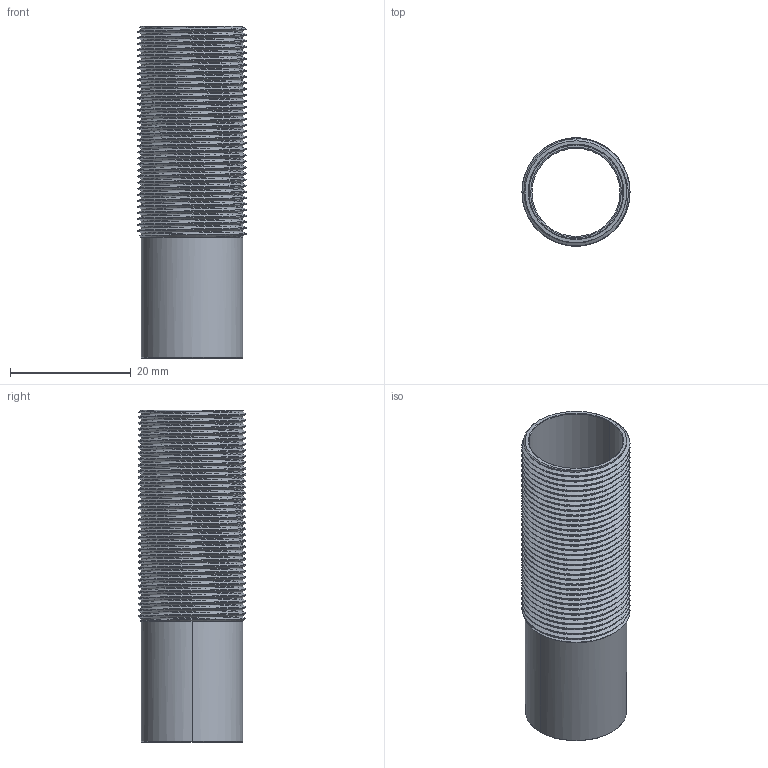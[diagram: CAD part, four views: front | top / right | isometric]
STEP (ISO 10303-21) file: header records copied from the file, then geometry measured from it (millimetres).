
FILE_DESCRIPTION (( 'STEP AP214' ), '1' );
FILE_NAME ('PXUS-184003E3_3D.step', '2023-04-18T15:56:03', ( '' ), ( '' ), 'SwSTEP 2.0', 'SolidWorks 2022', '' );
FILE_SCHEMA (( 'AUTOMOTIVE_DESIGN' ));
Length unit declared in the file: inch
Products named in the file (1): PXUS-184003E3_3D
Bounding box: 17.9 x 17.88 x 55 mm (x, y, z)
Volume: 2152.3 mm3; surface area: 6930.4 mm2
Topology: 1 solids, 1 shells, 100 faces, 274 edges, 179 vertices
Faces by surface type: cylinder 77, cone 11, bspline 7, plane 5
Entity records: 9205 total; most frequent: CARTESIAN_POINT 7073, ORIENTED_EDGE 548, DIRECTION 339, EDGE_CURVE 274, VERTEX_POINT 179, AXIS2_PLACEMENT_3D 127, EDGE_LOOP 105, FACE_OUTER_BOUND 100
